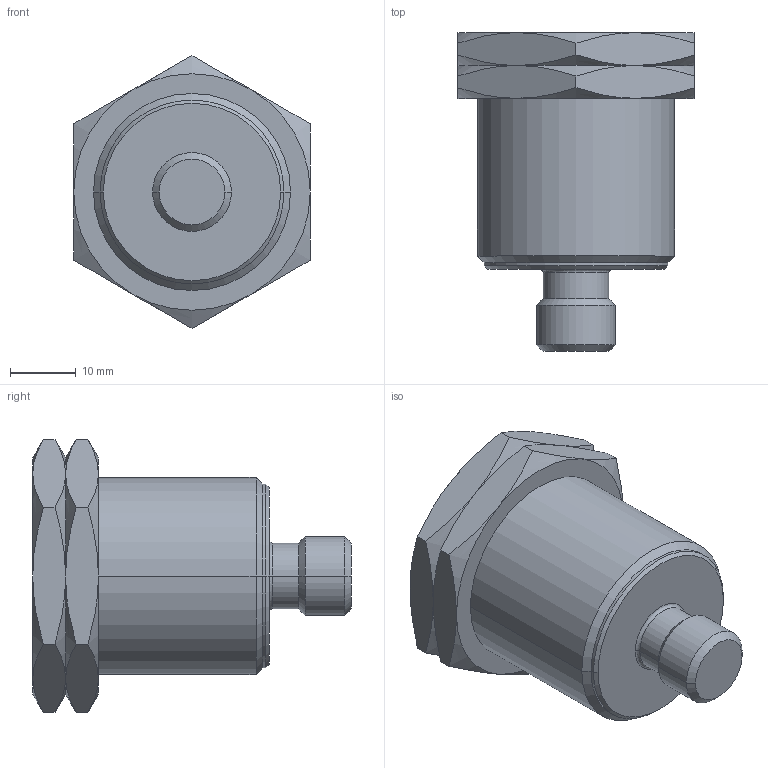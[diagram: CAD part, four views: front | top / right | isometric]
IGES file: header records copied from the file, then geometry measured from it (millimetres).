
Start section:  PTC IGES file: dw-as-509-m30-320.igs
Global section: file name: dw-as-509-m30-320.igs; native system:  by Parametric Technology Corporation; preprocessor: 2010230; organization: Unknown; date: 20110323.101547; units: millimetre
Bounding box: 36 x 48.5 x 41.57 mm (x, y, z)
Volume: 30452.9 mm3; surface area: 6348.4 mm2
Topology: 1 solids, 1 shells, 63 faces, 128 edges, 70 vertices
Faces by surface type: revolution 46, bspline 17
